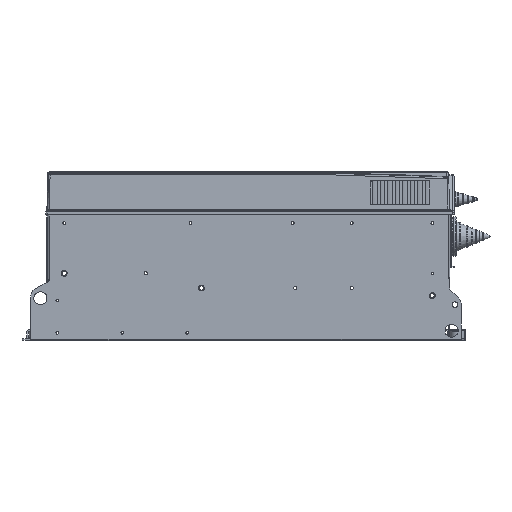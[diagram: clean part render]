
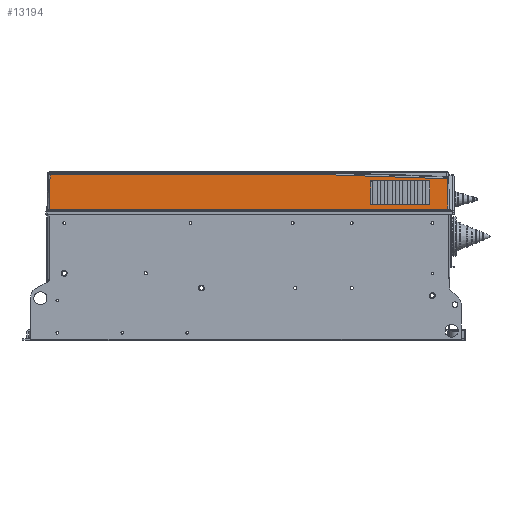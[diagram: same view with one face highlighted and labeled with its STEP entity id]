
A CAD part, left-side view. The second image highlights one B-rep face of the part: STEP entity #13194.
In plain terms, the highlighted planar face has unit normal (-1, 0, 0.026).
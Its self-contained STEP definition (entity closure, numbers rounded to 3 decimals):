
#1467=B_SPLINE_CURVE_WITH_KNOTS('',3,(#125467,#125468,#125469,#125470,#125471,
#125472,#125473,#125474),.UNSPECIFIED.,.F.,.F.,(4,1,1,1,1,4),(0.,0.114,
0.286,0.524,0.796,1.),.UNSPECIFIED.);
#1468=B_SPLINE_CURVE_WITH_KNOTS('',3,(#125505,#125506,#125507,#125508,#125509,
#125510,#125511,#125512),.UNSPECIFIED.,.F.,.F.,(4,1,1,1,1,4),(0.,0.114,
0.286,0.524,0.796,1.),.UNSPECIFIED.);
#1469=B_SPLINE_CURVE_WITH_KNOTS('',3,(#125543,#125544,#125545,#125546,#125547,
#125548,#125549),.UNSPECIFIED.,.F.,.F.,(4,1,1,1,4),(0.,0.284,
0.523,0.728,1.),.UNSPECIFIED.);
#1470=B_SPLINE_CURVE_WITH_KNOTS('',3,(#125577,#125578,#125579,#125580,#125581,
#125582,#125583),.UNSPECIFIED.,.F.,.F.,(4,1,1,1,4),(0.,0.284,
0.523,0.728,1.),.UNSPECIFIED.);
#1697=B_SPLINE_CURVE_WITH_KNOTS('',3,(#130567,#130568,#130569,#130570),
 .UNSPECIFIED.,.F.,.F.,(4,4),(0.,1.),.UNSPECIFIED.);
#1698=B_SPLINE_CURVE_WITH_KNOTS('',3,(#130600,#130601,#130602,#130603),
 .UNSPECIFIED.,.F.,.F.,(4,4),(0.,1.),.UNSPECIFIED.);
#2339=B_SPLINE_CURVE_WITH_KNOTS('',3,(#146371,#146372,#146373,#146374),
 .UNSPECIFIED.,.F.,.F.,(4,4),(0.,1.),.UNSPECIFIED.);
#2340=B_SPLINE_CURVE_WITH_KNOTS('',3,(#146375,#146376,#146377,#146378),
 .UNSPECIFIED.,.F.,.F.,(4,4),(0.,1.),.UNSPECIFIED.);
#6689=FACE_BOUND('',#24075,.T.);
#6690=FACE_BOUND('',#24076,.T.);
#13194=ADVANCED_FACE('',(#6689,#6690),#15486,.T.);
#15486=PLANE('',#81794);
#24075=EDGE_LOOP('',(#43709,#43710,#43711,#43712,#43713,#43714,#43715,#43716));
#24076=EDGE_LOOP('',(#43717,#43718,#43719,#43720,#43721,#43722,#43723));
#43709=ORIENTED_EDGE('',*,*,#59396,.T.);
#43710=ORIENTED_EDGE('',*,*,#59383,.T.);
#43711=ORIENTED_EDGE('',*,*,#59385,.T.);
#43712=ORIENTED_EDGE('',*,*,#59387,.T.);
#43713=ORIENTED_EDGE('',*,*,#59389,.T.);
#43714=ORIENTED_EDGE('',*,*,#59391,.T.);
#43715=ORIENTED_EDGE('',*,*,#59393,.T.);
#43716=ORIENTED_EDGE('',*,*,#59395,.T.);
#43717=ORIENTED_EDGE('',*,*,#62296,.T.);
#43718=ORIENTED_EDGE('',*,*,#62297,.T.);
#43719=ORIENTED_EDGE('',*,*,#62295,.T.);
#43720=ORIENTED_EDGE('',*,*,#60048,.T.);
#43721=ORIENTED_EDGE('',*,*,#60050,.T.);
#43722=ORIENTED_EDGE('',*,*,#60053,.T.);
#43723=ORIENTED_EDGE('',*,*,#62298,.T.);
#50274=VERTEX_POINT('',#125464);
#50275=VERTEX_POINT('',#125466);
#50276=VERTEX_POINT('',#125500);
#50277=VERTEX_POINT('',#125504);
#50278=VERTEX_POINT('',#125538);
#50279=VERTEX_POINT('',#125542);
#50280=VERTEX_POINT('',#125572);
#50281=VERTEX_POINT('',#125576);
#50688=VERTEX_POINT('',#130431);
#50694=VERTEX_POINT('',#130566);
#50695=VERTEX_POINT('',#130584);
#50696=VERTEX_POINT('',#130598);
#52038=VERTEX_POINT('',#146365);
#52039=VERTEX_POINT('',#146369);
#52040=VERTEX_POINT('',#146370);
#59383=EDGE_CURVE('',#50274,#50275,#1467,.T.);
#59385=EDGE_CURVE('',#50275,#50276,#67670,.T.);
#59387=EDGE_CURVE('',#50276,#50277,#1468,.T.);
#59389=EDGE_CURVE('',#50277,#50278,#67671,.T.);
#59391=EDGE_CURVE('',#50278,#50279,#1469,.T.);
#59393=EDGE_CURVE('',#50279,#50280,#67672,.T.);
#59395=EDGE_CURVE('',#50280,#50281,#1470,.T.);
#59396=EDGE_CURVE('',#50281,#50274,#67673,.T.);
#60048=EDGE_CURVE('',#50688,#50694,#1697,.T.);
#60050=EDGE_CURVE('',#50694,#50695,#67912,.T.);
#60053=EDGE_CURVE('',#50695,#50696,#1698,.T.);
#62295=EDGE_CURVE('',#52038,#50688,#68969,.T.);
#62296=EDGE_CURVE('',#52039,#52040,#68970,.T.);
#62297=EDGE_CURVE('',#52040,#52038,#2339,.T.);
#62298=EDGE_CURVE('',#50696,#52039,#2340,.T.);
#67670=LINE('',#125501,#74016);
#67671=LINE('',#125539,#74017);
#67672=LINE('',#125573,#74018);
#67673=LINE('',#125605,#74019);
#67912=LINE('',#130585,#74258);
#68969=LINE('',#146366,#75315);
#68970=LINE('',#146368,#75316);
#74016=VECTOR('',#95243,1.);
#74017=VECTOR('',#95250,1.);
#74018=VECTOR('',#95257,1.);
#74019=VECTOR('',#95262,1.);
#74258=VECTOR('',#96171,1.);
#75315=VECTOR('',#99262,1.);
#75316=VECTOR('',#99265,1.);
#81794=AXIS2_PLACEMENT_3D('',#146379,#99266,#99267);
#95243=DIRECTION('',(0.026,0.,1.));
#95250=DIRECTION('',(0.,-1.,0.));
#95257=DIRECTION('',(-0.026,0.,-1.));
#95262=DIRECTION('',(0.,1.,0.));
#96171=DIRECTION('',(0.026,0.026,0.999));
#99262=DIRECTION('',(0.,-1.,0.));
#99265=DIRECTION('',(-0.026,0.026,-0.999));
#99266=DIRECTION('',(-1.,0.,0.026));
#99267=DIRECTION('',(0.,-1.,0.));
#125464=CARTESIAN_POINT('',(-321.186,-99.736,363.376));
#125466=CARTESIAN_POINT('',(-321.123,-97.329,365.784));
#125467=CARTESIAN_POINT('',(-321.186,-99.736,363.376));
#125468=CARTESIAN_POINT('',(-321.186,-99.592,363.376));
#125469=CARTESIAN_POINT('',(-321.186,-99.233,363.41));
#125470=CARTESIAN_POINT('',(-321.18,-98.6,363.619));
#125471=CARTESIAN_POINT('',(-321.166,-97.9,364.139));
#125472=CARTESIAN_POINT('',(-321.146,-97.428,364.929));
#125473=CARTESIAN_POINT('',(-321.13,-97.329,365.527));
#125474=CARTESIAN_POINT('',(-321.123,-97.329,365.784));
#125500=CARTESIAN_POINT('',(-320.26,-97.329,398.771));
#125501=CARTESIAN_POINT('',(-321.123,-97.329,365.784));
#125504=CARTESIAN_POINT('',(-320.197,-99.736,401.178));
#125505=CARTESIAN_POINT('',(-320.26,-97.329,398.771));
#125506=CARTESIAN_POINT('',(-320.256,-97.329,398.915));
#125507=CARTESIAN_POINT('',(-320.246,-97.362,399.274));
#125508=CARTESIAN_POINT('',(-320.23,-97.571,399.906));
#125509=CARTESIAN_POINT('',(-320.212,-98.091,400.607));
#125510=CARTESIAN_POINT('',(-320.199,-98.881,401.079));
#125511=CARTESIAN_POINT('',(-320.197,-99.479,401.178));
#125512=CARTESIAN_POINT('',(-320.197,-99.736,401.178));
#125538=CARTESIAN_POINT('',(-320.197,-185.674,401.178));
#125539=CARTESIAN_POINT('',(-320.197,-99.736,401.178));
#125542=CARTESIAN_POINT('',(-320.256,-187.938,398.914));
#125543=CARTESIAN_POINT('',(-320.197,-185.674,401.178));
#125544=CARTESIAN_POINT('',(-320.197,-186.011,401.178));
#125545=CARTESIAN_POINT('',(-320.2,-186.633,401.042));
#125546=CARTESIAN_POINT('',(-320.214,-187.343,400.522));
#125547=CARTESIAN_POINT('',(-320.233,-187.819,399.804));
#125548=CARTESIAN_POINT('',(-320.247,-187.938,399.237));
#125549=CARTESIAN_POINT('',(-320.256,-187.938,398.914));
#125572=CARTESIAN_POINT('',(-321.127,-187.938,365.641));
#125573=CARTESIAN_POINT('',(-320.256,-187.938,398.914));
#125576=CARTESIAN_POINT('',(-321.186,-185.674,363.376));
#125577=CARTESIAN_POINT('',(-321.127,-187.938,365.641));
#125578=CARTESIAN_POINT('',(-321.136,-187.938,365.304));
#125579=CARTESIAN_POINT('',(-321.152,-187.802,364.683));
#125580=CARTESIAN_POINT('',(-321.171,-187.283,363.972));
#125581=CARTESIAN_POINT('',(-321.183,-186.565,363.496));
#125582=CARTESIAN_POINT('',(-321.186,-185.998,363.376));
#125583=CARTESIAN_POINT('',(-321.186,-185.674,363.376));
#125605=CARTESIAN_POINT('',(-321.186,-185.674,363.376));
#130431=CARTESIAN_POINT('',(-321.361,-215.792,356.697));
#130566=CARTESIAN_POINT('',(-321.349,-215.75,357.149));
#130567=CARTESIAN_POINT('',(-321.361,-215.792,356.697));
#130568=CARTESIAN_POINT('',(-321.357,-215.768,356.846));
#130569=CARTESIAN_POINT('',(-321.353,-215.754,356.998));
#130570=CARTESIAN_POINT('',(-321.349,-215.75,357.149));
#130584=CARTESIAN_POINT('',(-320.136,-214.537,403.493));
#130585=CARTESIAN_POINT('',(-321.349,-215.75,357.149));
#130598=CARTESIAN_POINT('',(-319.984,-42.772,409.291));
#130600=CARTESIAN_POINT('',(-320.136,-214.537,403.493));
#130601=CARTESIAN_POINT('',(-320.039,-157.36,407.193));
#130602=CARTESIAN_POINT('',(-319.988,-100.068,409.127));
#130603=CARTESIAN_POINT('',(-319.984,-42.772,409.291));
#146365=CARTESIAN_POINT('',(-321.361,395.211,356.697));
#146366=CARTESIAN_POINT('',(-321.361,395.211,356.697));
#146368=CARTESIAN_POINT('',(-319.984,393.831,409.291));
#146369=CARTESIAN_POINT('',(-319.984,393.831,409.291));
#146370=CARTESIAN_POINT('',(-321.357,395.204,356.845));
#146371=CARTESIAN_POINT('',(-321.357,395.204,356.845));
#146372=CARTESIAN_POINT('',(-321.359,395.205,356.796));
#146373=CARTESIAN_POINT('',(-321.36,395.208,356.746));
#146374=CARTESIAN_POINT('',(-321.361,395.211,356.697));
#146375=CARTESIAN_POINT('',(-319.984,-42.778,409.291));
#146376=CARTESIAN_POINT('',(-319.984,102.759,409.291));
#146377=CARTESIAN_POINT('',(-319.984,248.295,409.291));
#146378=CARTESIAN_POINT('',(-319.984,393.831,409.291));
#146379=CARTESIAN_POINT('',(-321.45,398.723,353.313));
